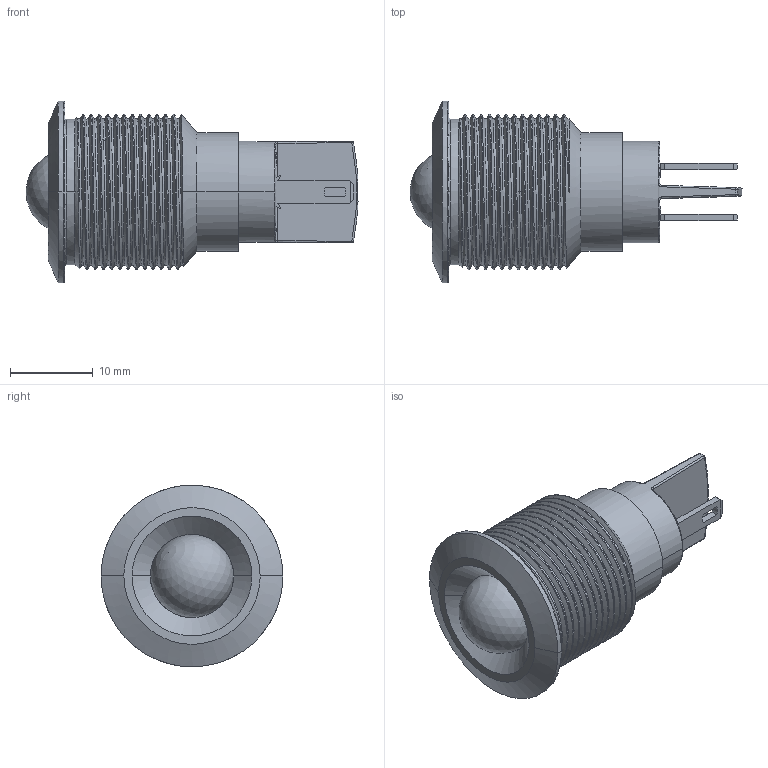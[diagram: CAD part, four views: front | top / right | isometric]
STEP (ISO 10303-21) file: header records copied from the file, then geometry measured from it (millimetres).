
FILE_DESCRIPTION(/* description */ (''),/* implementation_level */ '2;1');
FILE_NAME(/* name */ 'PVL19DLxxx.stp',/* time_stamp */ '2024-11-27T12:38:53-06:00',/* author */ ('jsteinblock'),/* organization */ (''),/* preprocessor_version */ 'ST-DEVELOPER v18.1',/* originating_system */ 'Autodesk Inventor 2022',/* authorisation */ '');
FILE_SCHEMA (('AUTOMOTIVE_DESIGN { 1 0 10303 214 3 1 1 }'));
Length unit declared in the file: inch
Products named in the file (1): PVL19DLxxx
Bounding box: 40.2 x 22 x 22 mm (x, y, z)
Volume: 1745.5 mm3; surface area: 5607.6 mm2
Topology: 4 solids, 4 shells, 205 faces, 534 edges, 342 vertices
Faces by surface type: bspline 113, plane 81, sphere 6, torus 5
Entity records: 26494 total; most frequent: CARTESIAN_POINT 22051, ORIENTED_EDGE 1064, DIRECTION 610, EDGE_CURVE 532, VERTEX_POINT 342, LINE 296, VECTOR 296, EDGE_LOOP 228
